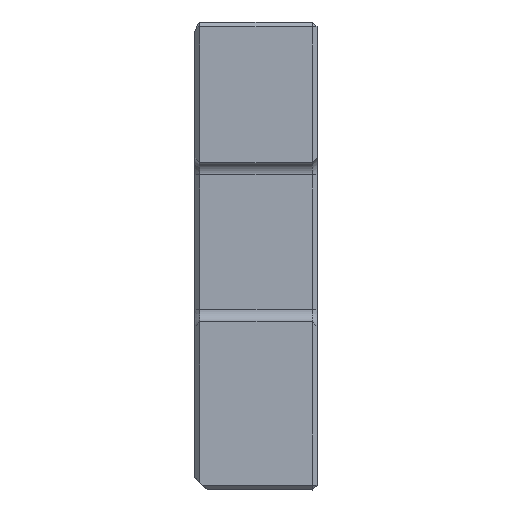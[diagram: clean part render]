
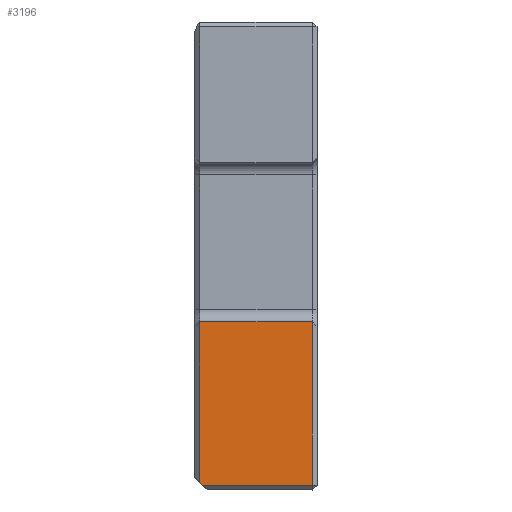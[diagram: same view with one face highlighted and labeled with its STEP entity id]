
A CAD part, left-side view. The second image highlights one B-rep face of the part: STEP entity #3196.
In plain terms, the highlighted planar face has unit normal (-1, 0, 0).
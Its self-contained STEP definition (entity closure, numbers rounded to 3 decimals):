
#175=PLANE('',#3495);
#342=FACE_OUTER_BOUND('',#558,.T.);
#558=EDGE_LOOP('',(#2744,#2745,#2746,#2747,#2748));
#873=LINE('',#5242,#1201);
#874=LINE('',#5244,#1202);
#875=LINE('',#5246,#1203);
#876=LINE('',#5248,#1204);
#877=LINE('',#5249,#1205);
#1201=VECTOR('',#4270,1000.);
#1202=VECTOR('',#4271,1000.);
#1203=VECTOR('',#4272,1000.);
#1204=VECTOR('',#4273,1000.);
#1205=VECTOR('',#4274,1000.);
#1637=VERTEX_POINT('',#5240);
#1638=VERTEX_POINT('',#5241);
#1639=VERTEX_POINT('',#5243);
#1640=VERTEX_POINT('',#5245);
#1641=VERTEX_POINT('',#5247);
#2029=EDGE_CURVE('',#1637,#1638,#873,.T.);
#2030=EDGE_CURVE('',#1639,#1637,#874,.T.);
#2031=EDGE_CURVE('',#1640,#1639,#875,.T.);
#2032=EDGE_CURVE('',#1640,#1641,#876,.T.);
#2033=EDGE_CURVE('',#1638,#1641,#877,.T.);
#2744=ORIENTED_EDGE('',*,*,#2029,.F.);
#2745=ORIENTED_EDGE('',*,*,#2030,.F.);
#2746=ORIENTED_EDGE('',*,*,#2031,.F.);
#2747=ORIENTED_EDGE('',*,*,#2032,.T.);
#2748=ORIENTED_EDGE('',*,*,#2033,.F.);
#3196=ADVANCED_FACE('',(#342),#175,.T.);
#3495=AXIS2_PLACEMENT_3D('',#5239,#4268,#4269);
#4268=DIRECTION('center_axis',(-1.,0.,0.));
#4269=DIRECTION('ref_axis',(0.,0.,-1.));
#4270=DIRECTION('',(0.,0.707,0.707));
#4271=DIRECTION('',(0.,1.,0.));
#4272=DIRECTION('',(0.,0.,-1.));
#4273=DIRECTION('',(0.,1.,0.));
#4274=DIRECTION('',(0.,0.,1.));
#5239=CARTESIAN_POINT('Origin',(-10.455,226.05,18.));
#5240=CARTESIAN_POINT('',(-10.455,231.45,-19.85));
#5241=CARTESIAN_POINT('',(-10.455,231.65,-19.65));
#5242=CARTESIAN_POINT('',(-10.455,239.613,-11.687));
#5243=CARTESIAN_POINT('',(-10.455,222.45,-19.85));
#5244=CARTESIAN_POINT('',(-10.455,226.05,-19.85));
#5245=CARTESIAN_POINT('',(-10.455,222.45,-6.5));
#5246=CARTESIAN_POINT('',(-10.455,222.45,8.438));
#5247=CARTESIAN_POINT('',(-10.455,231.65,-6.5));
#5248=CARTESIAN_POINT('',(-10.455,224.05,-6.5));
#5249=CARTESIAN_POINT('',(-10.455,231.65,8.438));
